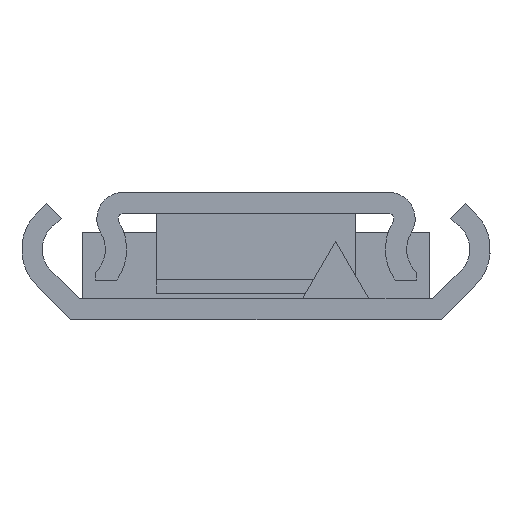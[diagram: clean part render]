
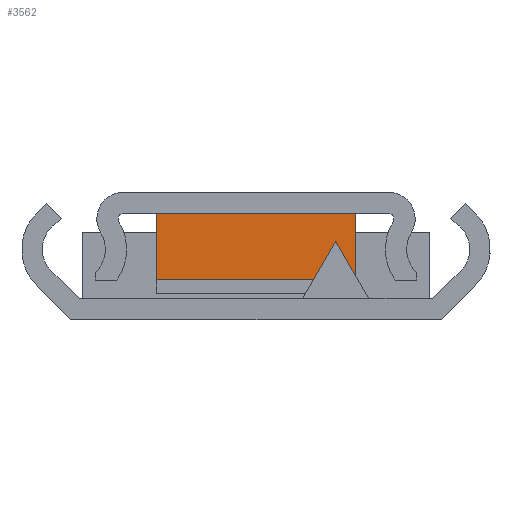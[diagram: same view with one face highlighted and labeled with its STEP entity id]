
A CAD part, left-side view. The second image highlights one B-rep face of the part: STEP entity #3562.
In plain terms, the highlighted planar face has unit normal (-1, 0, 0).
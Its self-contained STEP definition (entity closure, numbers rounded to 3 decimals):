
#72 = EDGE_CURVE ( 'NONE', #2743, #2657, #2807, .T. ) ;
#426 = CARTESIAN_POINT ( 'NONE',  ( 151.8, 7.5, 0. ) ) ;
#474 = CARTESIAN_POINT ( 'NONE',  ( 151.8, -7.5, 0. ) ) ;
#670 = AXIS2_PLACEMENT_3D ( 'NONE', #2277, #2278, #2279 ) ;
#948 = CARTESIAN_POINT ( 'NONE',  ( 151.8, 7.5, 0. ) ) ;
#949 = DIRECTION ( 'NONE',  ( 0., -1., 0. ) ) ;
#1260 = CARTESIAN_POINT ( 'NONE',  ( 151.8, 7.5, 5. ) ) ;
#1267 = CARTESIAN_POINT ( 'NONE',  ( 151.8, -7.5, 5. ) ) ;
#1423 = VECTOR ( 'NONE', #949, 1000. ) ;
#1493 = CARTESIAN_POINT ( 'NONE',  ( 151.8, 7.5, 5. ) ) ;
#1496 = DIRECTION ( 'NONE',  ( 0., 0., 1. ) ) ;
#1497 = CARTESIAN_POINT ( 'NONE',  ( 151.8, 7.5, 5. ) ) ;
#1504 = DIRECTION ( 'NONE',  ( 0., -1., 0. ) ) ;
#1509 = CARTESIAN_POINT ( 'NONE',  ( 151.8, -7.5, 5. ) ) ;
#1515 = DIRECTION ( 'NONE',  ( 0., 0., 1. ) ) ;
#1653 = ORIENTED_EDGE ( 'NONE', *, *, #3443, .T. ) ;
#1654 = ORIENTED_EDGE ( 'NONE', *, *, #3445, .F. ) ;
#1655 = ORIENTED_EDGE ( 'NONE', *, *, #3447, .F. ) ;
#1656 = ORIENTED_EDGE ( 'NONE', *, *, #72, .T. ) ;
#1715 = VECTOR ( 'NONE', #1515, 1000. ) ;
#1717 = VECTOR ( 'NONE', #1496, 1000. ) ;
#1719 = VECTOR ( 'NONE', #1504, 1000. ) ;
#1997 = VERTEX_POINT ( 'NONE', #1260 ) ;
#2032 = VERTEX_POINT ( 'NONE', #1267 ) ;
#2276 = PLANE ( 'NONE',  #670 ) ;
#2277 = CARTESIAN_POINT ( 'NONE',  ( 151.8, 7.5, 5. ) ) ;
#2278 = DIRECTION ( 'NONE',  ( 1., 0., 0. ) ) ;
#2279 = DIRECTION ( 'NONE',  ( 0., 0., -1. ) ) ;
#2485 = EDGE_LOOP ( 'NONE', ( #1653, #1655, #1654, #1656 ) ) ;
#2657 = VERTEX_POINT ( 'NONE', #474 ) ;
#2743 = VERTEX_POINT ( 'NONE', #426 ) ;
#2807 = LINE ( 'NONE', #948, #1423 ) ;
#3123 = LINE ( 'NONE', #1509, #1715 ) ;
#3126 = LINE ( 'NONE', #1493, #1717 ) ;
#3128 = LINE ( 'NONE', #1497, #1719 ) ;
#3244 = FACE_OUTER_BOUND ( 'NONE', #2485, .T. ) ;
#3443 = EDGE_CURVE ( 'NONE', #2657, #2032, #3123, .T. ) ;
#3445 = EDGE_CURVE ( 'NONE', #2743, #1997, #3126, .T. ) ;
#3447 = EDGE_CURVE ( 'NONE', #1997, #2032, #3128, .T. ) ;
#3562 = ADVANCED_FACE ( 'NONE', ( #3244 ), #2276, .F. ) ;
